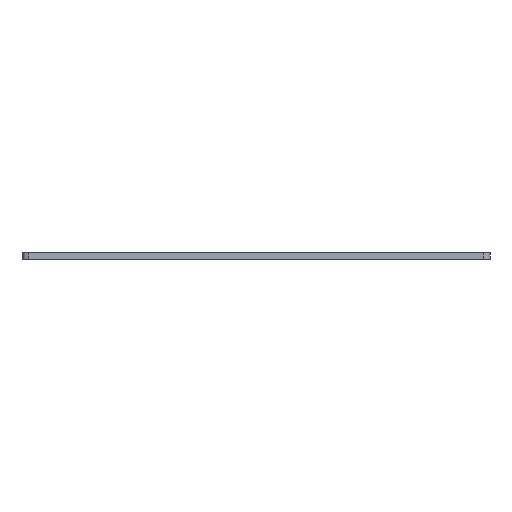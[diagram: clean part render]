
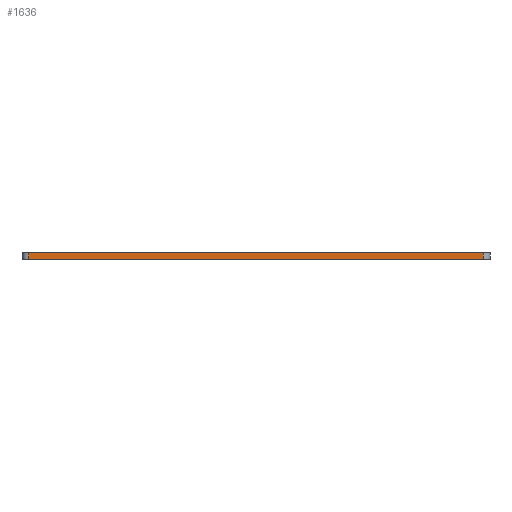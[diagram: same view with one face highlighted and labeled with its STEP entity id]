
A CAD part, front view. The second image highlights one B-rep face of the part: STEP entity #1636.
In plain terms, the highlighted planar face has unit normal (0, -1, 0).
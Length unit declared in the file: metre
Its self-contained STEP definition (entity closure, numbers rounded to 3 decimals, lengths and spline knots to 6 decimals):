
#38=PLANE('',#1795);
#174=LINE('',#2697,#330);
#175=LINE('',#2700,#331);
#176=LINE('',#2702,#332);
#177=LINE('',#2704,#333);
#330=VECTOR('',#2203,1.);
#331=VECTOR('',#2204,1.);
#332=VECTOR('',#2205,1.);
#333=VECTOR('',#2206,1.);
#598=ORIENTED_EDGE('',*,*,#1022,.T.);
#599=ORIENTED_EDGE('',*,*,#1023,.T.);
#600=ORIENTED_EDGE('',*,*,#1024,.F.);
#601=ORIENTED_EDGE('',*,*,#1025,.T.);
#1022=EDGE_CURVE('',#1210,#1211,#174,.T.);
#1023=EDGE_CURVE('',#1211,#1212,#175,.F.);
#1024=EDGE_CURVE('',#1213,#1212,#176,.T.);
#1025=EDGE_CURVE('',#1213,#1210,#177,.T.);
#1210=VERTEX_POINT('',#2698);
#1211=VERTEX_POINT('',#2699);
#1212=VERTEX_POINT('',#2701);
#1213=VERTEX_POINT('',#2703);
#1372=EDGE_LOOP('',(#598,#599,#600,#601));
#1484=FACE_BOUND('',#1372,.T.);
#1636=ADVANCED_FACE('',(#1484),#38,.F.);
#1795=AXIS2_PLACEMENT_3D('',#2696,#2201,#2202);
#2201=DIRECTION('',(0.,1.,0.));
#2202=DIRECTION('',(0.,0.,1.));
#2203=DIRECTION('',(1.,0.,0.));
#2204=DIRECTION('',(0.,0.,-1.));
#2205=DIRECTION('',(1.,0.,0.));
#2206=DIRECTION('',(0.,0.,-1.));
#2696=CARTESIAN_POINT('',(0.,-0.035068,0.001));
#2697=CARTESIAN_POINT('',(0.,-0.035068,0.));
#2698=CARTESIAN_POINT('',(-0.034,-0.035068,0.));
#2699=CARTESIAN_POINT('',(0.034,-0.035068,0.));
#2700=CARTESIAN_POINT('',(0.034,-0.035068,0.001));
#2701=CARTESIAN_POINT('',(0.034,-0.035068,0.001));
#2702=CARTESIAN_POINT('',(0.,-0.035068,0.001));
#2703=CARTESIAN_POINT('',(-0.034,-0.035068,0.001));
#2704=CARTESIAN_POINT('',(-0.034,-0.035068,0.001));
